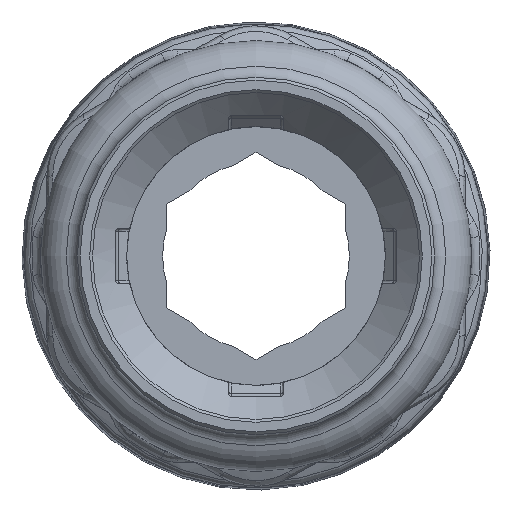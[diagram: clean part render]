
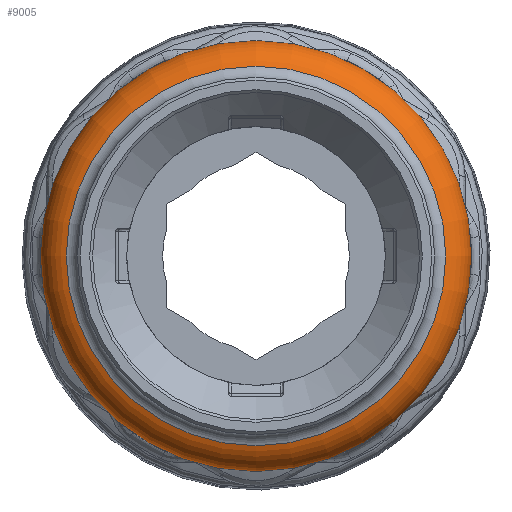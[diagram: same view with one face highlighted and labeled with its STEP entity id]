
A CAD part, front view. The second image highlights one B-rep face of the part: STEP entity #9005.
In plain terms, the highlighted toroidal (fillet/blend) face has major radius 15.799 mm and minor radius 3.251 mm.
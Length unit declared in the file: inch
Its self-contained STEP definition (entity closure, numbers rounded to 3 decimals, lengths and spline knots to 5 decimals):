
#814=TOROIDAL_SURFACE('',#9836,0.622,0.128);
#1232=FACE_OUTER_BOUND('',#1817,.T.);
#1817=EDGE_LOOP('',(#6518,#6519,#6520,#6521));
#3056=CIRCLE('',#9837,0.66047);
#3057=CIRCLE('',#9838,0.128);
#3058=CIRCLE('',#9839,0.66047);
#3683=VERTEX_POINT('',#18076);
#3684=VERTEX_POINT('',#18078);
#4688=EDGE_CURVE('',#3683,#3683,#3056,.T.);
#4689=EDGE_CURVE('',#3683,#3684,#3057,.T.);
#4690=EDGE_CURVE('',#3684,#3684,#3058,.T.);
#6518=ORIENTED_EDGE('',*,*,#4688,.F.);
#6519=ORIENTED_EDGE('',*,*,#4689,.T.);
#6520=ORIENTED_EDGE('',*,*,#4690,.T.);
#6521=ORIENTED_EDGE('',*,*,#4689,.F.);
#9005=ADVANCED_FACE('',(#1232),#814,.T.);
#9836=AXIS2_PLACEMENT_3D('',#18075,#11525,#11526);
#9837=AXIS2_PLACEMENT_3D('',#18077,#11527,#11528);
#9838=AXIS2_PLACEMENT_3D('',#18079,#11529,#11530);
#9839=AXIS2_PLACEMENT_3D('',#18080,#11531,#11532);
#11525=DIRECTION('center_axis',(0.,1.,0.));
#11526=DIRECTION('ref_axis',(0.,0.,-1.));
#11527=DIRECTION('center_axis',(0.,1.,0.));
#11528=DIRECTION('ref_axis',(0.,0.,-1.));
#11529=DIRECTION('center_axis',(1.,0.,0.));
#11530=DIRECTION('ref_axis',(0.,0.,1.));
#11531=DIRECTION('center_axis',(0.,1.,0.));
#11532=DIRECTION('ref_axis',(0.,0.,-1.));
#18075=CARTESIAN_POINT('Origin',(0.,-4.24763,0.));
#18076=CARTESIAN_POINT('',(0.,-4.12554,0.66047));
#18077=CARTESIAN_POINT('Origin',(0.,-4.12554,0.));
#18078=CARTESIAN_POINT('',(0.,-4.36971,0.66047));
#18079=CARTESIAN_POINT('Origin',(0.,-4.24763,
0.622));
#18080=CARTESIAN_POINT('Origin',(0.,-4.36971,0.));
